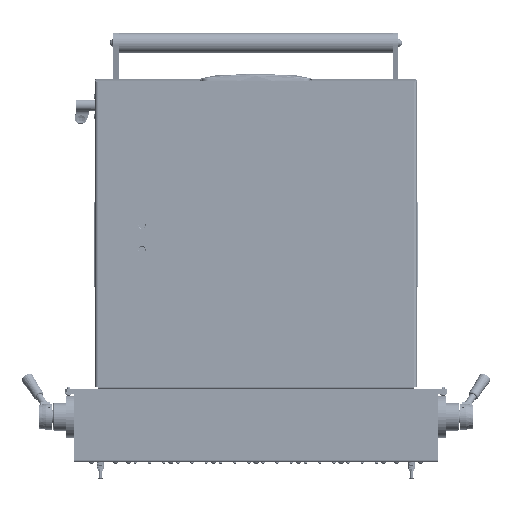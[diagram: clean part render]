
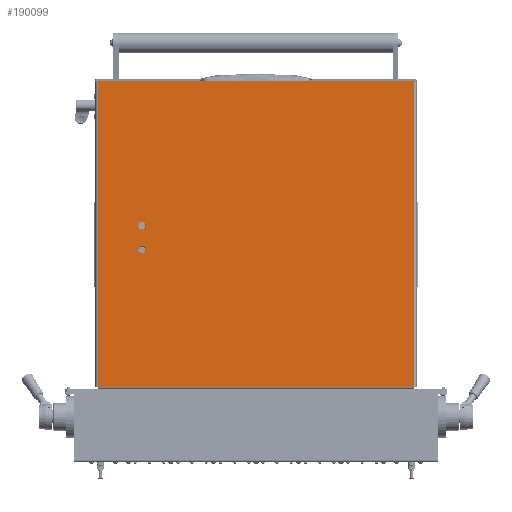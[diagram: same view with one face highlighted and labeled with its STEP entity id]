
A CAD part, front view. The second image highlights one B-rep face of the part: STEP entity #190099.
In plain terms, the highlighted face is planar.
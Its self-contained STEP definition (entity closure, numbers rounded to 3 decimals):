
#414 = CIRCLE ( 'NONE', #110440, 5.2 ) ;
#3818 = ORIENTED_EDGE ( 'NONE', *, *, #103740, .T. ) ;
#4046 = LINE ( 'NONE', #109404, #183550 ) ;
#6877 = DIRECTION ( 'NONE',  ( 1., 0., 0. ) ) ;
#13737 = DIRECTION ( 'NONE',  ( 0., 0., -1. ) ) ;
#15058 = CARTESIAN_POINT ( 'NONE',  ( 0., -2., 0. ) ) ;
#15149 = CIRCLE ( 'NONE', #37219, 5.2 ) ;
#15659 = VECTOR ( 'NONE', #118433, 1000. ) ;
#19401 = CIRCLE ( 'NONE', #116773, 5.2 ) ;
#21529 = CARTESIAN_POINT ( 'NONE',  ( 0., 0., 0. ) ) ;
#24956 = CARTESIAN_POINT ( 'NONE',  ( 205., 389., 0. ) ) ;
#25344 = FACE_BOUND ( 'NONE', #49995, .T. ) ;
#29026 = CARTESIAN_POINT ( 'NONE',  ( 0., -4., 0. ) ) ;
#29923 = CARTESIAN_POINT ( 'NONE',  ( 0., 454., 0. ) ) ;
#32691 = LINE ( 'NONE', #50362, #118183 ) ;
#34330 = ORIENTED_EDGE ( 'NONE', *, *, #38830, .T. ) ;
#34632 = DIRECTION ( 'NONE',  ( 0., 1., 0. ) ) ;
#35518 = LINE ( 'NONE', #172403, #92108 ) ;
#35780 = ORIENTED_EDGE ( 'NONE', *, *, #127706, .F. ) ;
#37219 = AXIS2_PLACEMENT_3D ( 'NONE', #24956, #85039, #104316 ) ;
#37234 = PLANE ( 'NONE',  #190885 ) ;
#38830 = EDGE_CURVE ( 'NONE', #61779, #113243, #35518, .T. ) ;
#39969 = VECTOR ( 'NONE', #192165, 1000. ) ;
#40680 = VERTEX_POINT ( 'NONE', #123709 ) ;
#44129 = CARTESIAN_POINT ( 'NONE',  ( 245.2, 389., 0. ) ) ;
#46022 = DIRECTION ( 'NONE',  ( 0., 0., -1. ) ) ;
#49995 = EDGE_LOOP ( 'NONE', ( #126854, #97762 ) ) ;
#50362 = CARTESIAN_POINT ( 'NONE',  ( 436., 452., 0. ) ) ;
#51656 = ORIENTED_EDGE ( 'NONE', *, *, #129832, .T. ) ;
#52242 = DIRECTION ( 'NONE',  ( -1., 0., 0. ) ) ;
#57071 = CARTESIAN_POINT ( 'NONE',  ( 240., 389., 0. ) ) ;
#61221 = CARTESIAN_POINT ( 'NONE',  ( 436., 452., 0. ) ) ;
#61337 = VECTOR ( 'NONE', #117934, 1000. ) ;
#61779 = VERTEX_POINT ( 'NONE', #79635 ) ;
#62479 = DIRECTION ( 'NONE',  ( 0., 1., 0. ) ) ;
#62508 = EDGE_CURVE ( 'NONE', #186606, #74930, #19401, .T. ) ;
#65106 = DIRECTION ( 'NONE',  ( 0., 0., -1. ) ) ;
#67286 = ORIENTED_EDGE ( 'NONE', *, *, #62508, .F. ) ;
#73019 = ORIENTED_EDGE ( 'NONE', *, *, #103281, .F. ) ;
#73855 = DIRECTION ( 'NONE',  ( -1., 0., 0. ) ) ;
#74930 = VERTEX_POINT ( 'NONE', #99307 ) ;
#79635 = CARTESIAN_POINT ( 'NONE',  ( -2., 454., 0. ) ) ;
#80813 = ORIENTED_EDGE ( 'NONE', *, *, #131904, .F. ) ;
#81838 = DIRECTION ( 'NONE',  ( 0., -1., 0. ) ) ;
#82677 = VERTEX_POINT ( 'NONE', #121221 ) ;
#85039 = DIRECTION ( 'NONE',  ( 0., 0., -1. ) ) ;
#85522 = CARTESIAN_POINT ( 'NONE',  ( 0., -4., 0. ) ) ;
#86131 = VERTEX_POINT ( 'NONE', #187467 ) ;
#87005 = LINE ( 'NONE', #15058, #15659 ) ;
#87061 = EDGE_CURVE ( 'NONE', #180105, #86131, #115006, .T. ) ;
#92108 = VECTOR ( 'NONE', #6877, 1000. ) ;
#95072 = ORIENTED_EDGE ( 'NONE', *, *, #95901, .T. ) ;
#95901 = EDGE_CURVE ( 'NONE', #82677, #61779, #4046, .T. ) ;
#97762 = ORIENTED_EDGE ( 'NONE', *, *, #142128, .F. ) ;
#99307 = CARTESIAN_POINT ( 'NONE',  ( 234.8, 389., 0. ) ) ;
#103281 = EDGE_CURVE ( 'NONE', #180449, #113243, #152124, .T. ) ;
#103740 = EDGE_CURVE ( 'NONE', #140209, #40680, #32691, .T. ) ;
#104316 = DIRECTION ( 'NONE',  ( -1., 0., 0. ) ) ;
#106028 = DIRECTION ( 'NONE',  ( -1., 0., 0. ) ) ;
#109404 = CARTESIAN_POINT ( 'NONE',  ( -2., -4., 0. ) ) ;
#110440 = AXIS2_PLACEMENT_3D ( 'NONE', #57071, #13737, #73855 ) ;
#112024 = DIRECTION ( 'NONE',  ( -1., 0., 0. ) ) ;
#112067 = LINE ( 'NONE', #21529, #127989 ) ;
#113002 = FACE_OUTER_BOUND ( 'NONE', #182243, .T. ) ;
#113243 = VERTEX_POINT ( 'NONE', #29923 ) ;
#115006 = LINE ( 'NONE', #85522, #61337 ) ;
#116773 = AXIS2_PLACEMENT_3D ( 'NONE', #171472, #65106, #52242 ) ;
#117934 = DIRECTION ( 'NONE',  ( 0., 1., 0. ) ) ;
#118183 = VECTOR ( 'NONE', #81838, 1000. ) ;
#118433 = DIRECTION ( 'NONE',  ( -1., 0., 0. ) ) ;
#120829 = CARTESIAN_POINT ( 'NONE',  ( 205., 389., 0. ) ) ;
#121221 = CARTESIAN_POINT ( 'NONE',  ( -2., -2., 0. ) ) ;
#122049 = VERTEX_POINT ( 'NONE', #190599 ) ;
#123709 = CARTESIAN_POINT ( 'NONE',  ( 436., 0., 0. ) ) ;
#124994 = CARTESIAN_POINT ( 'NONE',  ( 210.2, 389., 0. ) ) ;
#126839 = DIRECTION ( 'NONE',  ( 0., 0., -1. ) ) ;
#126854 = ORIENTED_EDGE ( 'NONE', *, *, #143809, .F. ) ;
#127706 = EDGE_CURVE ( 'NONE', #86131, #40680, #112067, .T. ) ;
#127989 = VECTOR ( 'NONE', #168386, 1000. ) ;
#128221 = LINE ( 'NONE', #189236, #39969 ) ;
#129832 = EDGE_CURVE ( 'NONE', #180105, #82677, #87005, .T. ) ;
#131904 = EDGE_CURVE ( 'NONE', #74930, #186606, #414, .T. ) ;
#134407 = CIRCLE ( 'NONE', #162249, 5.2 ) ;
#140209 = VERTEX_POINT ( 'NONE', #61221 ) ;
#140708 = FACE_BOUND ( 'NONE', #192709, .T. ) ;
#142128 = EDGE_CURVE ( 'NONE', #142622, #122049, #134407, .T. ) ;
#142622 = VERTEX_POINT ( 'NONE', #124994 ) ;
#143366 = CARTESIAN_POINT ( 'NONE',  ( 0., 452., 0. ) ) ;
#143809 = EDGE_CURVE ( 'NONE', #122049, #142622, #15149, .T. ) ;
#152124 = LINE ( 'NONE', #29026, #165371 ) ;
#157419 = CARTESIAN_POINT ( 'NONE',  ( 0., 452., 0. ) ) ;
#159325 = CARTESIAN_POINT ( 'NONE',  ( 0., -2., 0. ) ) ;
#162249 = AXIS2_PLACEMENT_3D ( 'NONE', #120829, #46022, #106028 ) ;
#165371 = VECTOR ( 'NONE', #62479, 1000. ) ;
#168386 = DIRECTION ( 'NONE',  ( 1., 0., 0. ) ) ;
#169081 = ORIENTED_EDGE ( 'NONE', *, *, #87061, .F. ) ;
#171472 = CARTESIAN_POINT ( 'NONE',  ( 240., 389., 0. ) ) ;
#172403 = CARTESIAN_POINT ( 'NONE',  ( 0., 454., 0. ) ) ;
#173442 = EDGE_CURVE ( 'NONE', #140209, #180449, #128221, .T. ) ;
#174771 = ORIENTED_EDGE ( 'NONE', *, *, #173442, .F. ) ;
#180105 = VERTEX_POINT ( 'NONE', #159325 ) ;
#180449 = VERTEX_POINT ( 'NONE', #143366 ) ;
#182243 = EDGE_LOOP ( 'NONE', ( #169081, #51656, #95072, #34330, #73019, #174771, #3818, #35780 ) ) ;
#183550 = VECTOR ( 'NONE', #34632, 1000. ) ;
#186606 = VERTEX_POINT ( 'NONE', #44129 ) ;
#187467 = CARTESIAN_POINT ( 'NONE',  ( 0., 0., 0. ) ) ;
#189236 = CARTESIAN_POINT ( 'NONE',  ( 0., 452., 0. ) ) ;
#190099 = ADVANCED_FACE ( 'NONE', ( #25344, #140708, #113002 ), #37234, .T. ) ;
#190599 = CARTESIAN_POINT ( 'NONE',  ( 199.8, 389., 0. ) ) ;
#190885 = AXIS2_PLACEMENT_3D ( 'NONE', #157419, #126839, #112024 ) ;
#192165 = DIRECTION ( 'NONE',  ( -1., 0., 0. ) ) ;
#192709 = EDGE_LOOP ( 'NONE', ( #80813, #67286 ) ) ;
